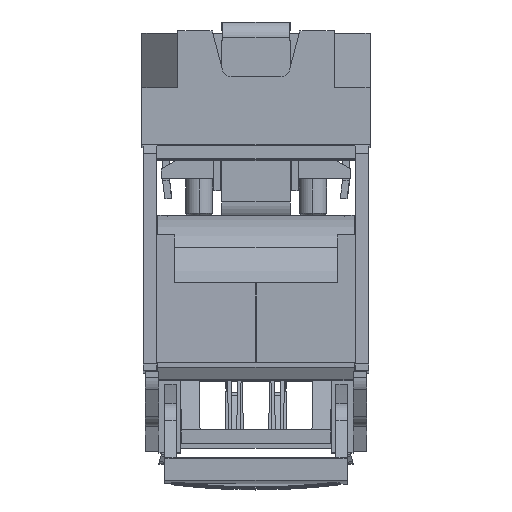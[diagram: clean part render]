
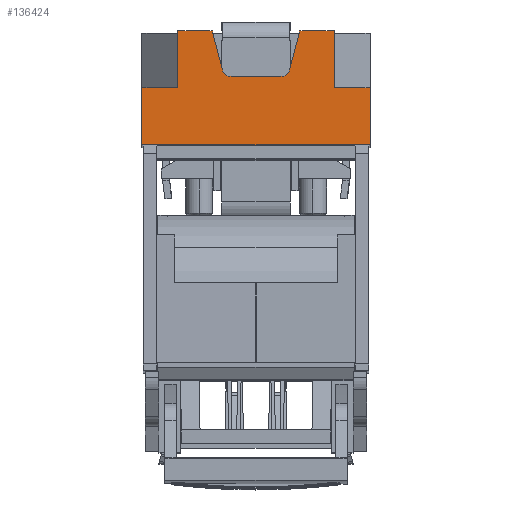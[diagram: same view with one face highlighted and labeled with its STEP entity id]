
A CAD part, top view. The second image highlights one B-rep face of the part: STEP entity #136424.
In plain terms, the highlighted planar face has unit normal (0, 0, 1).
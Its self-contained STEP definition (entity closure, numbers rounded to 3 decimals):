
#126405=DIRECTION('',(0.,1.,0.));
#126406=VECTOR('',#126405,1.171);
#126407=CARTESIAN_POINT('',(18.936,-5.171,277.5));
#126408=LINE('',#126407,#126406);
#126454=DIRECTION('',(-0.259,-0.966,0.));
#126455=VECTOR('',#126454,16.424);
#126456=CARTESIAN_POINT('',(18.936,-5.171,277.5));
#126457=LINE('',#126456,#126455);
#126461=DIRECTION('',(-1.,0.,0.));
#126462=VECTOR('',#126461,0.314);
#126463=CARTESIAN_POINT('',(19.25,-4.,277.5));
#126464=LINE('',#126463,#126462);
#126468=DIRECTION('',(-1.,0.,0.));
#126469=VECTOR('',#126468,6.764);
#126470=CARTESIAN_POINT('',(34.264,-4.,277.5));
#126471=LINE('',#126470,#126469);
#126475=DIRECTION('',(0.,1.,0.));
#126476=VECTOR('',#126475,25.);
#126477=CARTESIAN_POINT('',(34.264,-29.,277.5));
#126478=LINE('',#126477,#126476);
#126482=DIRECTION('',(-1.,0.,0.));
#126483=VECTOR('',#126482,6.764);
#126484=CARTESIAN_POINT('',(-27.5,-4.,277.5));
#126485=LINE('',#126484,#126483);
#126489=DIRECTION('',(-1.,0.,0.));
#126490=VECTOR('',#126489,0.314);
#126491=CARTESIAN_POINT('',(-18.936,-4.,277.5));
#126492=LINE('',#126491,#126490);
#126496=DIRECTION('',(0.,1.,0.));
#126497=VECTOR('',#126496,1.171);
#126498=CARTESIAN_POINT('',(-18.936,-5.171,277.5));
#126499=LINE('',#126498,#126497);
#126503=DIRECTION('',(-0.259,0.966,0.));
#126504=VECTOR('',#126503,16.424);
#126505=CARTESIAN_POINT('',(-14.685,-21.035,277.5));
#126506=LINE('',#126505,#126504);
#126510=CARTESIAN_POINT('',(-10.822,-20.,277.5));
#126511=DIRECTION('',(0.,0.,-1.));
#126512=DIRECTION('',(0.,-1.,0.));
#126513=AXIS2_PLACEMENT_3D('',#126510,#126511,#126512);
#126518=CARTESIAN_POINT('',(10.822,-20.,277.5));
#126519=DIRECTION('',(0.,0.,-1.));
#126520=DIRECTION('',(0.966,-0.259,0.));
#126521=AXIS2_PLACEMENT_3D('',#126518,#126519,#126520);
#126540=DIRECTION('',(1.,0.,0.));
#126541=VECTOR('',#126540,21.643);
#126542=CARTESIAN_POINT('',(-10.822,-24.,277.5));
#126543=LINE('',#126542,#126541);
#126627=DIRECTION('',(1.,0.,0.));
#126628=VECTOR('',#126627,8.25);
#126629=CARTESIAN_POINT('',(19.25,-4.,277.5));
#126630=LINE('',#126629,#126628);
#126655=DIRECTION('',(1.,0.,0.));
#126656=VECTOR('',#126655,8.25);
#126657=CARTESIAN_POINT('',(-27.5,-4.,277.5));
#126658=LINE('',#126657,#126656);
#127535=DIRECTION('',(-1.,0.,0.));
#127536=VECTOR('',#127535,100.);
#127537=CARTESIAN_POINT('',(50.,-54.,277.5));
#127538=LINE('',#127537,#127536);
#128326=DIRECTION('',(0.,-1.,0.));
#128327=VECTOR('',#128326,25.);
#128328=CARTESIAN_POINT('',(50.,-29.,277.5));
#128329=LINE('',#128328,#128327);
#128347=DIRECTION('',(1.,0.,0.));
#128348=VECTOR('',#128347,15.736);
#128349=CARTESIAN_POINT('',(34.264,-29.,277.5));
#128350=LINE('',#128349,#128348);
#129532=DIRECTION('',(0.,1.,0.));
#129533=VECTOR('',#129532,25.);
#129534=CARTESIAN_POINT('',(-50.,-54.,277.5));
#129535=LINE('',#129534,#129533);
#129567=DIRECTION('',(0.,1.,0.));
#129568=VECTOR('',#129567,25.);
#129569=CARTESIAN_POINT('',(-34.264,-29.,277.5));
#129570=LINE('',#129569,#129568);
#129581=DIRECTION('',(1.,0.,0.));
#129582=VECTOR('',#129581,15.736);
#129583=CARTESIAN_POINT('',(-50.,-29.,277.5));
#129584=LINE('',#129583,#129582);
#134609=CARTESIAN_POINT('',(50.,-54.,277.5));
#134610=VERTEX_POINT('',#134609);
#134611=CARTESIAN_POINT('',(-50.,-54.,277.5));
#134612=VERTEX_POINT('',#134611);
#134971=CARTESIAN_POINT('',(-50.,-29.,277.5));
#134972=VERTEX_POINT('',#134971);
#134977=CARTESIAN_POINT('',(18.936,-5.171,277.5));
#134978=CARTESIAN_POINT('',(14.685,-21.035,277.5));
#134979=VERTEX_POINT('',#134977);
#134980=VERTEX_POINT('',#134978);
#134981=CARTESIAN_POINT('',(10.822,-24.,277.5));
#134982=VERTEX_POINT('',#134981);
#134983=CARTESIAN_POINT('',(-10.822,-24.,277.5));
#134984=VERTEX_POINT('',#134983);
#134985=CARTESIAN_POINT('',(-14.685,-21.035,277.5));
#134986=VERTEX_POINT('',#134985);
#134987=CARTESIAN_POINT('',(-18.936,-5.171,277.5));
#134988=VERTEX_POINT('',#134987);
#134989=CARTESIAN_POINT('',(-18.936,-4.,277.5));
#134990=VERTEX_POINT('',#134989);
#134991=CARTESIAN_POINT('',(-19.25,-4.,277.5));
#134992=VERTEX_POINT('',#134991);
#134993=CARTESIAN_POINT('',(-27.5,-4.,277.5));
#134994=VERTEX_POINT('',#134993);
#134995=CARTESIAN_POINT('',(-34.264,-4.,277.5));
#134996=VERTEX_POINT('',#134995);
#134997=CARTESIAN_POINT('',(-34.264,-29.,277.5));
#134998=VERTEX_POINT('',#134997);
#134999=CARTESIAN_POINT('',(50.,-29.,277.5));
#135000=VERTEX_POINT('',#134999);
#135001=CARTESIAN_POINT('',(34.264,-29.,277.5));
#135002=VERTEX_POINT('',#135001);
#135003=CARTESIAN_POINT('',(34.264,-4.,277.5));
#135004=VERTEX_POINT('',#135003);
#135005=CARTESIAN_POINT('',(27.5,-4.,277.5));
#135006=VERTEX_POINT('',#135005);
#135007=CARTESIAN_POINT('',(19.25,-4.,277.5));
#135008=VERTEX_POINT('',#135007);
#135009=CARTESIAN_POINT('',(18.936,-4.,277.5));
#135010=VERTEX_POINT('',#135009);
#136380=CARTESIAN_POINT('',(0.,-4.,277.5));
#136381=DIRECTION('',(0.,0.,1.));
#136382=DIRECTION('',(0.,-1.,0.));
#136383=AXIS2_PLACEMENT_3D('',#136380,#136381,#136382);
#136384=PLANE('',#136383);
#136386=ORIENTED_EDGE('',*,*,#136385,.F.);
#136387=ORIENTED_EDGE('',*,*,#136300,.T.);
#136389=ORIENTED_EDGE('',*,*,#136388,.F.);
#136391=ORIENTED_EDGE('',*,*,#136390,.T.);
#136393=ORIENTED_EDGE('',*,*,#136392,.F.);
#136395=ORIENTED_EDGE('',*,*,#136394,.F.);
#136397=ORIENTED_EDGE('',*,*,#136396,.T.);
#136399=ORIENTED_EDGE('',*,*,#136398,.T.);
#136401=ORIENTED_EDGE('',*,*,#136400,.T.);
#136403=ORIENTED_EDGE('',*,*,#136402,.T.);
#136405=ORIENTED_EDGE('',*,*,#136404,.T.);
#136407=ORIENTED_EDGE('',*,*,#136406,.T.);
#136409=ORIENTED_EDGE('',*,*,#136408,.F.);
#136411=ORIENTED_EDGE('',*,*,#136410,.T.);
#136413=ORIENTED_EDGE('',*,*,#136412,.F.);
#136414=ORIENTED_EDGE('',*,*,#136344,.F.);
#136415=ORIENTED_EDGE('',*,*,#136364,.F.);
#136417=ORIENTED_EDGE('',*,*,#136416,.F.);
#136419=ORIENTED_EDGE('',*,*,#136418,.T.);
#136421=ORIENTED_EDGE('',*,*,#136420,.F.);
#136422=EDGE_LOOP('',(#136386,#136387,#136389,#136391,#136393,#136395,#136397,
#136399,#136401,#136403,#136405,#136407,#136409,#136411,#136413,#136414,#136415,
#136417,#136419,#136421));
#136423=FACE_OUTER_BOUND('',#136422,.F.);
#126514=CIRCLE('',#126513,4.);
#126522=CIRCLE('',#126521,4.);
#136300=EDGE_CURVE('',#134979,#135010,#126408,.T.);
#136344=EDGE_CURVE('',#134988,#134990,#126499,.T.);
#136364=EDGE_CURVE('',#134986,#134988,#126506,.T.);
#136385=EDGE_CURVE('',#134979,#134980,#126457,.T.);
#136388=EDGE_CURVE('',#135008,#135010,#126464,.T.);
#136390=EDGE_CURVE('',#135008,#135006,#126630,.T.);
#136392=EDGE_CURVE('',#135004,#135006,#126471,.T.);
#136394=EDGE_CURVE('',#135002,#135004,#126478,.T.);
#136396=EDGE_CURVE('',#135002,#135000,#128350,.T.);
#136398=EDGE_CURVE('',#135000,#134610,#128329,.T.);
#136400=EDGE_CURVE('',#134610,#134612,#127538,.T.);
#136402=EDGE_CURVE('',#134612,#134972,#129535,.T.);
#136404=EDGE_CURVE('',#134972,#134998,#129584,.T.);
#136406=EDGE_CURVE('',#134998,#134996,#129570,.T.);
#136408=EDGE_CURVE('',#134994,#134996,#126485,.T.);
#136410=EDGE_CURVE('',#134994,#134992,#126658,.T.);
#136412=EDGE_CURVE('',#134990,#134992,#126492,.T.);
#136416=EDGE_CURVE('',#134984,#134986,#126514,.T.);
#136418=EDGE_CURVE('',#134984,#134982,#126543,.T.);
#136420=EDGE_CURVE('',#134980,#134982,#126522,.T.);
#136424=ADVANCED_FACE('',(#136423),#136384,.T.);
